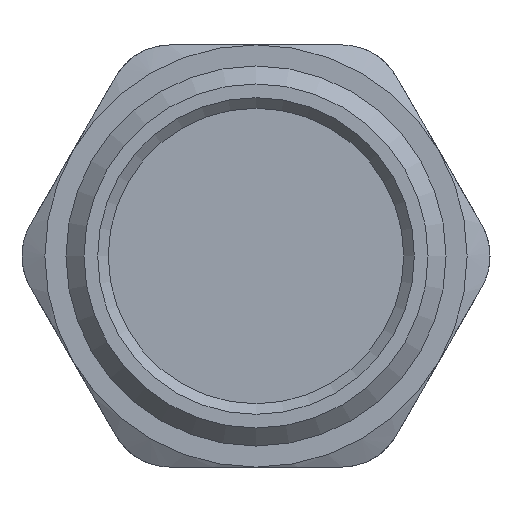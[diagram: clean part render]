
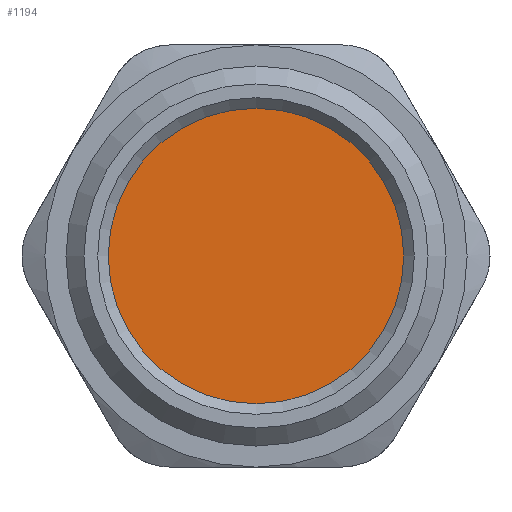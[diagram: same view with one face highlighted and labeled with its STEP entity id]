
A CAD part, front view. The second image highlights one B-rep face of the part: STEP entity #1194.
In plain terms, the highlighted planar face has unit normal (0, -1, 0).
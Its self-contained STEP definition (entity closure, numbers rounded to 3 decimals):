
#58=PLANE('',#1331);
#215=FACE_OUTER_BOUND('',#293,.T.);
#293=EDGE_LOOP('',(#862));
#389=CIRCLE('',#1332,7.);
#534=VERTEX_POINT('',#2006);
#661=EDGE_CURVE('',#534,#534,#389,.T.);
#862=ORIENTED_EDGE('',*,*,#661,.T.);
#1194=ADVANCED_FACE('',(#215),#58,.F.);
#1331=AXIS2_PLACEMENT_3D('',#2005,#1542,#1543);
#1332=AXIS2_PLACEMENT_3D('',#2007,#1544,#1545);
#1542=DIRECTION('center_axis',(0.,1.,0.));
#1543=DIRECTION('ref_axis',(0.,0.,1.));
#1544=DIRECTION('center_axis',(0.,-1.,0.));
#1545=DIRECTION('ref_axis',(-1.,0.,0.));
#2005=CARTESIAN_POINT('Origin',(-0.801,-2.777,0.));
#2006=CARTESIAN_POINT('',(6.199,-2.777,0.));
#2007=CARTESIAN_POINT('Origin',(-0.801,-2.777,0.));
